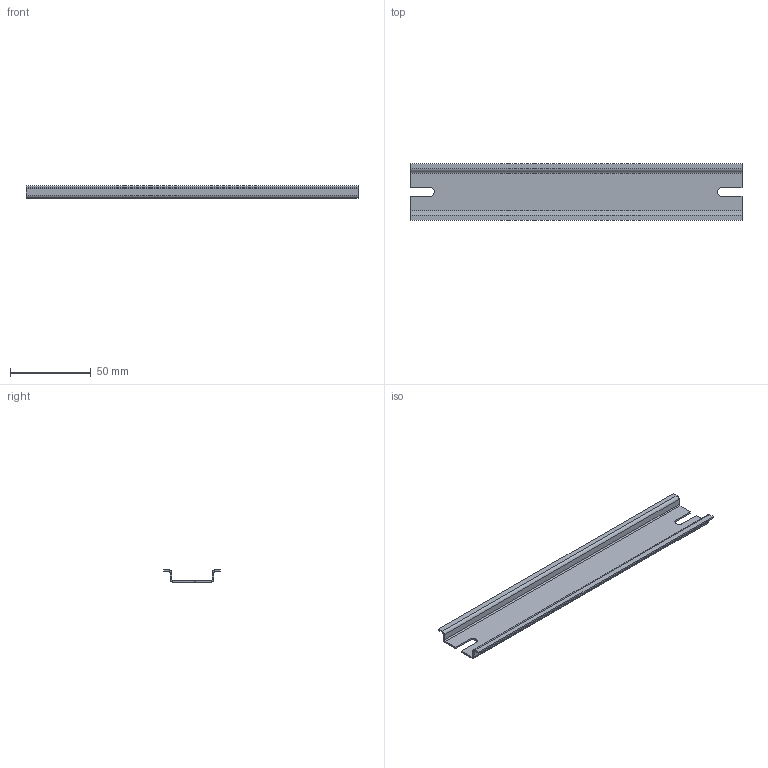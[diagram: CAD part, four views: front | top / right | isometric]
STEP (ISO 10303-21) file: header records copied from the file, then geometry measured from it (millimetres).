
FILE_DESCRIPTION(('CATIA V5R24 STEP','CAx-IF Rec.Pracs.--- Model Styling and Organization---1.2---2011-12-15'),'2;1');
FILE_NAME ('D1464049_0_8000006709_8000006709.stp','2018-07-16T09:38:53+00:00',('none'),('Weidmueller'),'CATIA Version 5-6 Release 2014 SP4 HF52','CATIA V5 STEP AP214','none');
FILE_SCHEMA(('AUTOMOTIVE_DESIGN { 1 0 10303 214 1 1 1 1 }'));
Length unit declared in the file: millimetre
Products named in the file (1): 8000006709
Bounding box: 205 x 35 x 7.5 mm (x, y, z)
Volume: 9224 mm3; surface area: 19004.8 mm2
Topology: 1 solids, 1 shells, 32 faces, 90 edges, 60 vertices
Faces by surface type: plane 20, cylinder 12
Entity records: 1167 total; most frequent: CARTESIAN_POINT 296, ORIENTED_EDGE 180, DIRECTION 144, EDGE_CURVE 90, VECTOR 66, LINE 66, VERTEX_POINT 60, AXIS2_PLACEMENT_3D 47
